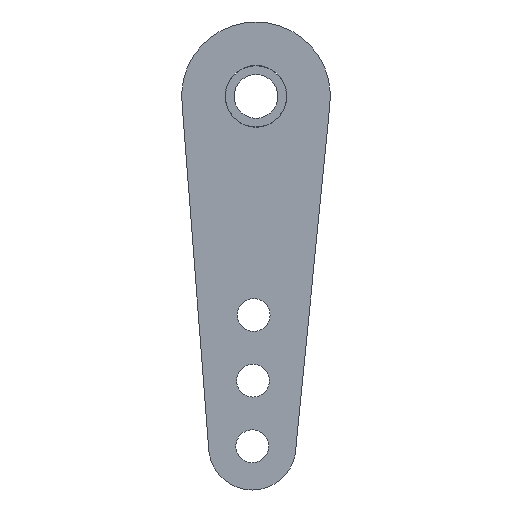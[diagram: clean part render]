
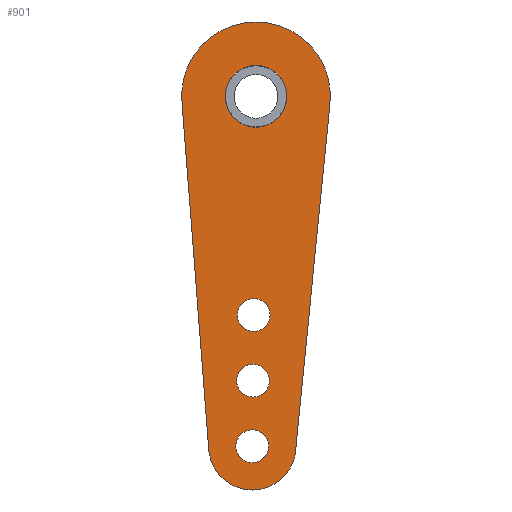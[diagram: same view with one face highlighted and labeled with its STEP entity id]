
A CAD part, front view. The second image highlights one B-rep face of the part: STEP entity #901.
In plain terms, the highlighted planar face has unit normal (0, -1, 0).
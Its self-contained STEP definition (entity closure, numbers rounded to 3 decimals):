
#37 = CARTESIAN_POINT ( 'NONE',  ( -1.389, -10., -129.993 ) ) ;
#54 = EDGE_CURVE ( 'NONE', #896, #844, #445, .T. ) ;
#55 = EDGE_LOOP ( 'NONE', ( #931, #678 ) ) ;
#59 = CARTESIAN_POINT ( 'NONE',  ( -1.709, -10., -159.991 ) ) ;
#62 = VECTOR ( 'NONE', #613, 1000. ) ;
#71 = DIRECTION ( 'NONE',  ( 0., 1., 0. ) ) ;
#72 = AXIS2_PLACEMENT_3D ( 'NONE', #962, #208, #867 ) ;
#121 = EDGE_LOOP ( 'NONE', ( #660, #1033 ) ) ;
#125 = CARTESIAN_POINT ( 'NONE',  ( -1.709, -10., -167.491 ) ) ;
#150 = EDGE_CURVE ( 'NONE', #455, #912, #266, .T. ) ;
#158 = CIRCLE ( 'NONE', #968, 34. ) ;
#185 = DIRECTION ( 'NONE',  ( 0., 0., 1. ) ) ;
#186 = DIRECTION ( 'NONE',  ( -0.077, 0., 0.997 ) ) ;
#187 = CARTESIAN_POINT ( 'NONE',  ( -33.788, -10., -3.795 ) ) ;
#195 = AXIS2_PLACEMENT_3D ( 'NONE', #886, #569, #732 ) ;
#196 = DIRECTION ( 'NONE',  ( 0., 0., 1. ) ) ;
#201 = CARTESIAN_POINT ( 'NONE',  ( -1.709, -10., -159.991 ) ) ;
#208 = DIRECTION ( 'NONE',  ( 0., 1., 0. ) ) ;
#213 = AXIS2_PLACEMENT_3D ( 'NONE', #37, #273, #185 ) ;
#216 = CARTESIAN_POINT ( 'NONE',  ( 0., -10., 0. ) ) ;
#218 = EDGE_CURVE ( 'NONE', #995, #955, #762, .T. ) ;
#221 = DIRECTION ( 'NONE',  ( 0., 1., 0. ) ) ;
#227 = DIRECTION ( 'NONE',  ( 0., 0., 1. ) ) ;
#228 = VERTEX_POINT ( 'NONE', #125 ) ;
#231 = CIRCLE ( 'NONE', #847, 14.1 ) ;
#245 = CARTESIAN_POINT ( 'NONE',  ( 0., -10., 0. ) ) ;
#259 = VERTEX_POINT ( 'NONE', #735 ) ;
#261 = VERTEX_POINT ( 'NONE', #300 ) ;
#266 = CIRCLE ( 'NONE', #72, 7.5 ) ;
#273 = DIRECTION ( 'NONE',  ( 0., 1., 0. ) ) ;
#298 = EDGE_LOOP ( 'NONE', ( #1083, #472 ) ) ;
#300 = CARTESIAN_POINT ( 'NONE',  ( -1.709, -10., -152.491 ) ) ;
#303 = ORIENTED_EDGE ( 'NONE', *, *, #317, .T. ) ;
#305 = AXIS2_PLACEMENT_3D ( 'NONE', #201, #599, #196 ) ;
#308 = FACE_BOUND ( 'NONE', #638, .T. ) ;
#317 = EDGE_CURVE ( 'NONE', #261, #228, #656, .T. ) ;
#320 = CARTESIAN_POINT ( 'NONE',  ( 0., -10., 34. ) ) ;
#323 = EDGE_CURVE ( 'NONE', #959, #1027, #833, .T. ) ;
#324 = AXIS2_PLACEMENT_3D ( 'NONE', #245, #749, #989 ) ;
#345 = ORIENTED_EDGE ( 'NONE', *, *, #985, .T. ) ;
#355 = EDGE_CURVE ( 'NONE', #1027, #959, #444, .T. ) ;
#377 = CIRCLE ( 'NONE', #195, 20. ) ;
#380 = AXIS2_PLACEMENT_3D ( 'NONE', #491, #71, #652 ) ;
#444 = CIRCLE ( 'NONE', #951, 7.5 ) ;
#445 = LINE ( 'NONE', #1047, #834 ) ;
#455 = VERTEX_POINT ( 'NONE', #956 ) ;
#468 = DIRECTION ( 'NONE',  ( 0., 1., 0. ) ) ;
#472 = ORIENTED_EDGE ( 'NONE', *, *, #150, .T. ) ;
#476 = FACE_BOUND ( 'NONE', #121, .T. ) ;
#482 = DIRECTION ( 'NONE',  ( 0., 0., 1. ) ) ;
#488 = VERTEX_POINT ( 'NONE', #565 ) ;
#491 = CARTESIAN_POINT ( 'NONE',  ( 0., -10., 0. ) ) ;
#493 = CARTESIAN_POINT ( 'NONE',  ( -1.068, -10., -99.994 ) ) ;
#534 = CARTESIAN_POINT ( 'NONE',  ( -1.389, -10., -129.993 ) ) ;
#544 = CARTESIAN_POINT ( 'NONE',  ( 0., -10., 0. ) ) ;
#546 = EDGE_CURVE ( 'NONE', #626, #488, #231, .T. ) ;
#557 = DIRECTION ( 'NONE',  ( 0., 1., 0. ) ) ;
#562 = CARTESIAN_POINT ( 'NONE',  ( 0., -10., -14.1 ) ) ;
#565 = CARTESIAN_POINT ( 'NONE',  ( 0., -10., 14.1 ) ) ;
#569 = DIRECTION ( 'NONE',  ( 0., 1., 0. ) ) ;
#573 = ORIENTED_EDGE ( 'NONE', *, *, #813, .F. ) ;
#575 = EDGE_CURVE ( 'NONE', #488, #626, #969, .T. ) ;
#580 = AXIS2_PLACEMENT_3D ( 'NONE', #59, #221, #482 ) ;
#588 = ORIENTED_EDGE ( 'NONE', *, *, #54, .F. ) ;
#599 = DIRECTION ( 'NONE',  ( 0., 1., 0. ) ) ;
#600 = CIRCLE ( 'NONE', #1002, 7.5 ) ;
#613 = DIRECTION ( 'NONE',  ( -0.099, 0., -0.995 ) ) ;
#626 = VERTEX_POINT ( 'NONE', #562 ) ;
#629 = EDGE_CURVE ( 'NONE', #912, #455, #600, .T. ) ;
#631 = CARTESIAN_POINT ( 'NONE',  ( 18.291, -10., -159.991 ) ) ;
#638 = EDGE_LOOP ( 'NONE', ( #303, #345 ) ) ;
#652 = DIRECTION ( 'NONE',  ( 0., 0., 1. ) ) ;
#656 = CIRCLE ( 'NONE', #305, 7.5 ) ;
#657 = EDGE_CURVE ( 'NONE', #259, #896, #377, .T. ) ;
#658 = DIRECTION ( 'NONE',  ( 0., 0., 1. ) ) ;
#660 = ORIENTED_EDGE ( 'NONE', *, *, #323, .T. ) ;
#678 = ORIENTED_EDGE ( 'NONE', *, *, #546, .T. ) ;
#682 = ORIENTED_EDGE ( 'NONE', *, *, #218, .F. ) ;
#696 = LINE ( 'NONE', #631, #62 ) ;
#729 = FACE_BOUND ( 'NONE', #55, .T. ) ;
#732 = DIRECTION ( 'NONE',  ( 0., 0., 1. ) ) ;
#735 = CARTESIAN_POINT ( 'NONE',  ( 18.291, -10., -159.991 ) ) ;
#736 = PLANE ( 'NONE',  #380 ) ;
#741 = CARTESIAN_POINT ( 'NONE',  ( -21.709, -10., -159.991 ) ) ;
#749 = DIRECTION ( 'NONE',  ( 0., 1., 0. ) ) ;
#762 = CIRCLE ( 'NONE', #1023, 34. ) ;
#812 = DIRECTION ( 'NONE',  ( 0., 0., 1. ) ) ;
#813 = EDGE_CURVE ( 'NONE', #955, #259, #696, .T. ) ;
#830 = CARTESIAN_POINT ( 'NONE',  ( -1.389, -10., -122.493 ) ) ;
#833 = CIRCLE ( 'NONE', #213, 7.5 ) ;
#834 = VECTOR ( 'NONE', #186, 1000. ) ;
#839 = EDGE_LOOP ( 'NONE', ( #1079, #588, #908, #573, #682 ) ) ;
#844 = VERTEX_POINT ( 'NONE', #187 ) ;
#847 = AXIS2_PLACEMENT_3D ( 'NONE', #966, #468, #812 ) ;
#861 = DIRECTION ( 'NONE',  ( 0., 0., 1. ) ) ;
#867 = DIRECTION ( 'NONE',  ( 0., 0., 1. ) ) ;
#874 = DIRECTION ( 'NONE',  ( 0., 1., 0. ) ) ;
#884 = CARTESIAN_POINT ( 'NONE',  ( -1.389, -10., -137.493 ) ) ;
#886 = CARTESIAN_POINT ( 'NONE',  ( -1.709, -10., -159.991 ) ) ;
#896 = VERTEX_POINT ( 'NONE', #741 ) ;
#901 = ADVANCED_FACE ( 'NONE', ( #1058, #476, #308, #729, #1068 ), #736, .F. ) ;
#907 = CARTESIAN_POINT ( 'NONE',  ( 33.788, -10., -3.795 ) ) ;
#908 = ORIENTED_EDGE ( 'NONE', *, *, #657, .F. ) ;
#912 = VERTEX_POINT ( 'NONE', #1072 ) ;
#931 = ORIENTED_EDGE ( 'NONE', *, *, #575, .T. ) ;
#951 = AXIS2_PLACEMENT_3D ( 'NONE', #534, #874, #861 ) ;
#955 = VERTEX_POINT ( 'NONE', #907 ) ;
#956 = CARTESIAN_POINT ( 'NONE',  ( -1.068, -10., -107.494 ) ) ;
#959 = VERTEX_POINT ( 'NONE', #830 ) ;
#962 = CARTESIAN_POINT ( 'NONE',  ( -1.068, -10., -99.994 ) ) ;
#966 = CARTESIAN_POINT ( 'NONE',  ( 0., -10., 0. ) ) ;
#968 = AXIS2_PLACEMENT_3D ( 'NONE', #216, #1063, #227 ) ;
#969 = CIRCLE ( 'NONE', #324, 14.1 ) ;
#983 = DIRECTION ( 'NONE',  ( 0., 0., 1. ) ) ;
#985 = EDGE_CURVE ( 'NONE', #228, #261, #1055, .T. ) ;
#989 = DIRECTION ( 'NONE',  ( 0., 0., 1. ) ) ;
#990 = DIRECTION ( 'NONE',  ( 0., 1., 0. ) ) ;
#995 = VERTEX_POINT ( 'NONE', #320 ) ;
#1002 = AXIS2_PLACEMENT_3D ( 'NONE', #493, #557, #983 ) ;
#1023 = AXIS2_PLACEMENT_3D ( 'NONE', #544, #990, #658 ) ;
#1027 = VERTEX_POINT ( 'NONE', #884 ) ;
#1032 = EDGE_CURVE ( 'NONE', #844, #995, #158, .T. ) ;
#1033 = ORIENTED_EDGE ( 'NONE', *, *, #355, .T. ) ;
#1047 = CARTESIAN_POINT ( 'NONE',  ( -21.709, -10., -159.991 ) ) ;
#1055 = CIRCLE ( 'NONE', #580, 7.5 ) ;
#1058 = FACE_BOUND ( 'NONE', #298, .T. ) ;
#1063 = DIRECTION ( 'NONE',  ( 0., 1., 0. ) ) ;
#1068 = FACE_OUTER_BOUND ( 'NONE', #839, .T. ) ;
#1072 = CARTESIAN_POINT ( 'NONE',  ( -1.068, -10., -92.494 ) ) ;
#1079 = ORIENTED_EDGE ( 'NONE', *, *, #1032, .F. ) ;
#1083 = ORIENTED_EDGE ( 'NONE', *, *, #629, .T. ) ;
